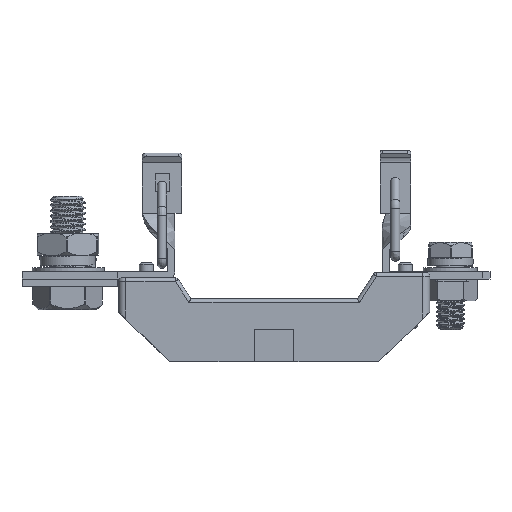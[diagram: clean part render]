
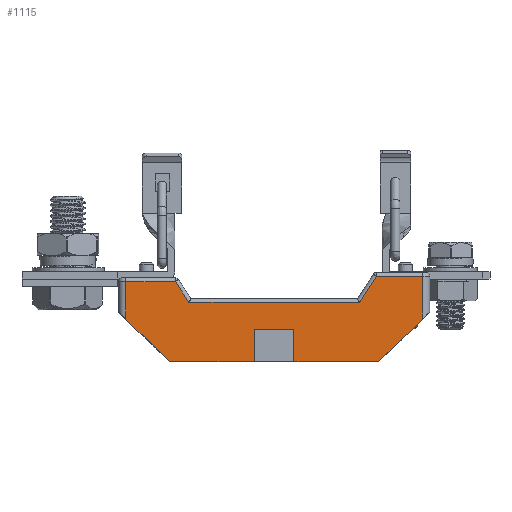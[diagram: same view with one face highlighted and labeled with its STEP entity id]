
A CAD part, left-side view. The second image highlights one B-rep face of the part: STEP entity #1115.
In plain terms, the highlighted planar face has unit normal (-1, 0, 0).
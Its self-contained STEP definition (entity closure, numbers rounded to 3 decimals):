
#594=FACE_OUTER_BOUND('',#2684,.T.);
#1115=ADVANCED_FACE('',(#594),#1651,.F.);
#1651=PLANE('',#10767);
#2684=EDGE_LOOP('',(#5612,#5613,#5614,#5615,#5616,#5617,#5618,#5619,#5620,
#5621,#5622,#5623,#5624,#5625));
#3458=LINE('',#20597,#4243);
#3459=LINE('',#20600,#4244);
#3460=LINE('',#20602,#4245);
#3461=LINE('',#20604,#4246);
#3462=LINE('',#20606,#4247);
#3463=LINE('',#20608,#4248);
#3464=LINE('',#20610,#4249);
#3465=LINE('',#20612,#4250);
#3466=LINE('',#20614,#4251);
#3467=LINE('',#20616,#4252);
#3468=LINE('',#20618,#4253);
#3469=LINE('',#20620,#4254);
#3470=LINE('',#20622,#4255);
#3471=LINE('',#20624,#4256);
#4243=VECTOR('',#12177,1.);
#4244=VECTOR('',#12178,1.);
#4245=VECTOR('',#12179,1.);
#4246=VECTOR('',#12180,1.);
#4247=VECTOR('',#12181,1.);
#4248=VECTOR('',#12182,1.);
#4249=VECTOR('',#12183,1.);
#4250=VECTOR('',#12184,1.);
#4251=VECTOR('',#12185,1.);
#4252=VECTOR('',#12186,1.);
#4253=VECTOR('',#12187,1.);
#4254=VECTOR('',#12188,1.);
#4255=VECTOR('',#12189,1.);
#4256=VECTOR('',#12190,1.);
#5612=ORIENTED_EDGE('',*,*,#9095,.F.);
#5613=ORIENTED_EDGE('',*,*,#9096,.T.);
#5614=ORIENTED_EDGE('',*,*,#9097,.F.);
#5615=ORIENTED_EDGE('',*,*,#9098,.F.);
#5616=ORIENTED_EDGE('',*,*,#9099,.F.);
#5617=ORIENTED_EDGE('',*,*,#9100,.F.);
#5618=ORIENTED_EDGE('',*,*,#9101,.F.);
#5619=ORIENTED_EDGE('',*,*,#9102,.T.);
#5620=ORIENTED_EDGE('',*,*,#9103,.F.);
#5621=ORIENTED_EDGE('',*,*,#9104,.T.);
#5622=ORIENTED_EDGE('',*,*,#9105,.T.);
#5623=ORIENTED_EDGE('',*,*,#9106,.T.);
#5624=ORIENTED_EDGE('',*,*,#9107,.F.);
#5625=ORIENTED_EDGE('',*,*,#9108,.F.);
#7991=VERTEX_POINT('',#20598);
#7992=VERTEX_POINT('',#20599);
#7993=VERTEX_POINT('',#20601);
#7994=VERTEX_POINT('',#20603);
#7995=VERTEX_POINT('',#20605);
#7996=VERTEX_POINT('',#20607);
#7997=VERTEX_POINT('',#20609);
#7998=VERTEX_POINT('',#20611);
#7999=VERTEX_POINT('',#20613);
#8000=VERTEX_POINT('',#20615);
#8001=VERTEX_POINT('',#20617);
#8002=VERTEX_POINT('',#20619);
#8003=VERTEX_POINT('',#20621);
#8004=VERTEX_POINT('',#20623);
#9095=EDGE_CURVE('',#7991,#7992,#3458,.T.);
#9096=EDGE_CURVE('',#7991,#7993,#3459,.T.);
#9097=EDGE_CURVE('',#7994,#7993,#3460,.T.);
#9098=EDGE_CURVE('',#7995,#7994,#3461,.T.);
#9099=EDGE_CURVE('',#7996,#7995,#3462,.T.);
#9100=EDGE_CURVE('',#7997,#7996,#3463,.T.);
#9101=EDGE_CURVE('',#7998,#7997,#3464,.T.);
#9102=EDGE_CURVE('',#7998,#7999,#3465,.T.);
#9103=EDGE_CURVE('',#8000,#7999,#3466,.T.);
#9104=EDGE_CURVE('',#8000,#8001,#3467,.T.);
#9105=EDGE_CURVE('',#8001,#8002,#3468,.T.);
#9106=EDGE_CURVE('',#8002,#8003,#3469,.T.);
#9107=EDGE_CURVE('',#8004,#8003,#3470,.T.);
#9108=EDGE_CURVE('',#7992,#8004,#3471,.T.);
#10767=AXIS2_PLACEMENT_3D('',#20625,#12191,#12192);
#12177=DIRECTION('',(0.,-0.545,-0.838));
#12178=DIRECTION('',(0.,1.,0.));
#12179=DIRECTION('',(0.,0.,1.));
#12180=DIRECTION('',(0.,0.716,0.698));
#12181=DIRECTION('',(0.,1.,0.));
#12182=DIRECTION('',(0.,0.,-1.));
#12183=DIRECTION('',(0.,1.,0.));
#12184=DIRECTION('',(0.,0.,-1.));
#12185=DIRECTION('',(0.,1.,0.));
#12186=DIRECTION('',(0.,-0.716,0.698));
#12187=DIRECTION('',(0.,0.,1.));
#12188=DIRECTION('',(0.,1.,0.));
#12189=DIRECTION('',(0.,-0.545,0.838));
#12190=DIRECTION('',(0.,-1.,0.));
#12191=DIRECTION('',(1.,0.,0.));
#12192=DIRECTION('',(0.,0.,-1.));
#20597=CARTESIAN_POINT('',(75.,-31.362,194.155));
#20598=CARTESIAN_POINT('',(75.,-31.787,193.5));
#20599=CARTESIAN_POINT('',(75.,-35.557,187.7));
#20600=CARTESIAN_POINT('',(75.,-18.,193.5));
#20601=CARTESIAN_POINT('',(75.,-18.,193.5));
#20602=CARTESIAN_POINT('',(75.,-18.,285.2));
#20603=CARTESIAN_POINT('',(75.,-18.,183.049));
#20604=CARTESIAN_POINT('',(75.,-9.224,191.609));
#20605=CARTESIAN_POINT('',(75.,-30.15,171.2));
#20606=CARTESIAN_POINT('',(75.,-100.5,171.2));
#20607=CARTESIAN_POINT('',(75.,-53.75,171.2));
#20608=CARTESIAN_POINT('',(75.,-53.75,285.2));
#20609=CARTESIAN_POINT('',(75.,-53.75,180.2));
#20610=CARTESIAN_POINT('',(75.,-100.5,180.2));
#20611=CARTESIAN_POINT('',(75.,-64.75,180.2));
#20612=CARTESIAN_POINT('',(75.,-64.75,285.2));
#20613=CARTESIAN_POINT('',(75.,-64.75,171.2));
#20614=CARTESIAN_POINT('',(75.,-100.5,171.2));
#20615=CARTESIAN_POINT('',(75.,-88.35,171.2));
#20616=CARTESIAN_POINT('',(75.,-109.276,191.609));
#20617=CARTESIAN_POINT('',(75.,-100.5,183.049));
#20618=CARTESIAN_POINT('',(75.,-100.5,285.2));
#20619=CARTESIAN_POINT('',(75.,-100.5,195.));
#20620=CARTESIAN_POINT('',(75.,-88.338,195.));
#20621=CARTESIAN_POINT('',(75.,-87.688,195.));
#20622=CARTESIAN_POINT('',(75.,-83.238,188.155));
#20623=CARTESIAN_POINT('',(75.,-82.943,187.7));
#20624=CARTESIAN_POINT('',(75.,-100.5,187.7));
#20625=CARTESIAN_POINT('',(75.,-100.5,285.2));
